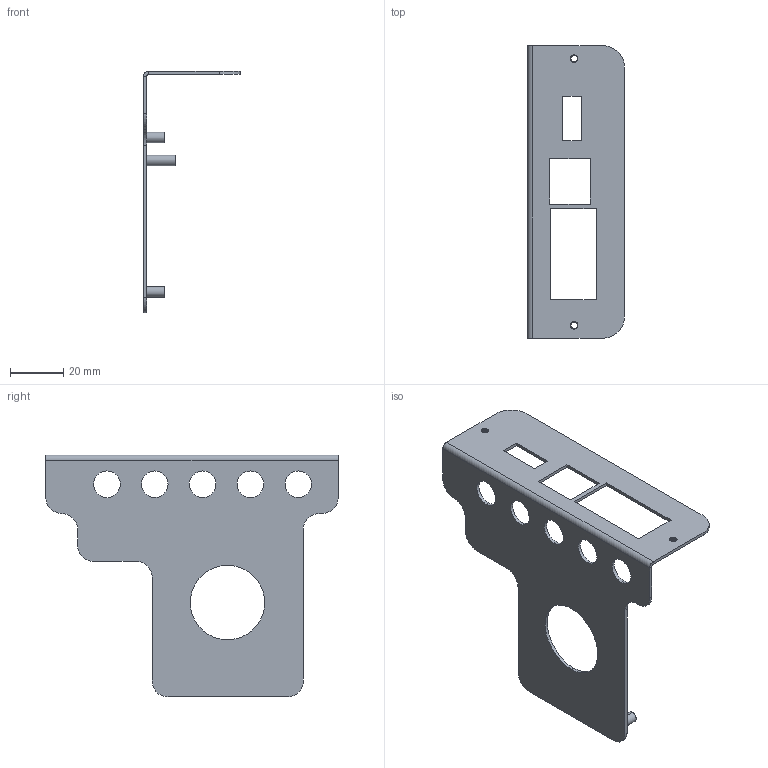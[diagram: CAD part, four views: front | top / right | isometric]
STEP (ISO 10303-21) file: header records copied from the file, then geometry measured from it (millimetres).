
FILE_DESCRIPTION (( 'STEP AP214' ), '1' );
FILE_NAME ('U6139.STEP', '2021-04-22T08:58:57', ( '' ), ( '' ), 'SwSTEP 2.0', 'SolidWorks 2020', '' );
FILE_SCHEMA (( 'AUTOMOTIVE_DESIGN' ));
Length unit declared in the file: millimetre
Products named in the file (1): U6139
Bounding box: 36.4 x 110 x 91 mm (x, y, z)
Volume: 10808.9 mm3; surface area: 19285.4 mm2
Topology: 1 solids, 1 shells, 115 faces, 289 edges, 188 vertices
Faces by surface type: cylinder 66, plane 43, bspline 6
Entity records: 4679 total; most frequent: CARTESIAN_POINT 1877, ORIENTED_EDGE 578, DIRECTION 567, EDGE_CURVE 289, AXIS2_PLACEMENT_3D 214, VERTEX_POINT 188, EDGE_LOOP 149, VECTOR 139
